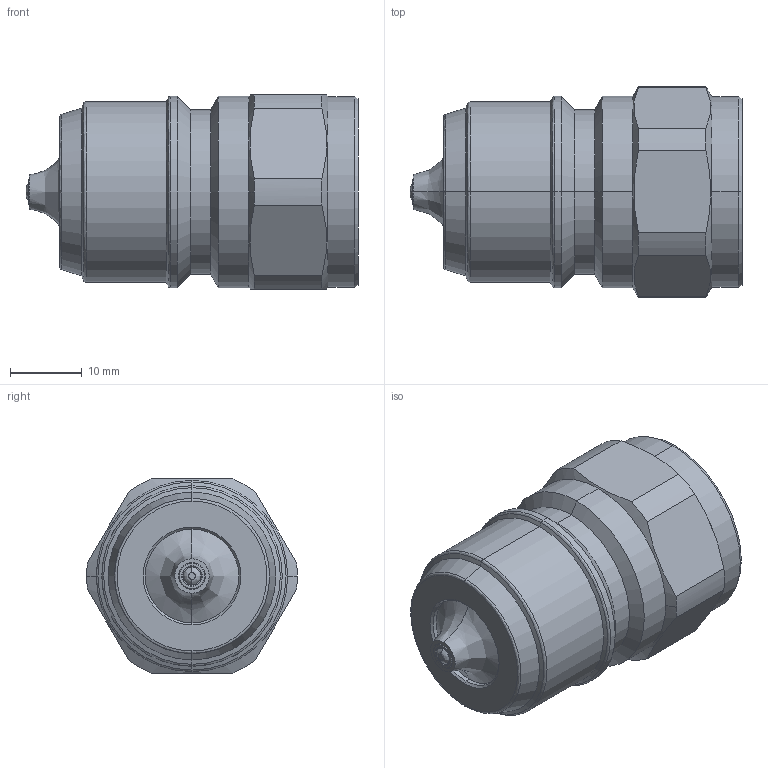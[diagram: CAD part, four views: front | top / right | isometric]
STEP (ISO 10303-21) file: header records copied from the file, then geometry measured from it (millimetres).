
FILE_DESCRIPTION (( 'STEP AP214' ), '1' );
FILE_NAME ('5021 RFV.STEP', '2015-09-03T14:25:29', ( 'admin' ), ( 'Microsoft' ), 'SwSTEP 2.0', 'SolidWorks 2009', '' );
FILE_SCHEMA (( 'AUTOMOTIVE_DESIGN' ));
Length unit declared in the file: millimetre
Products named in the file (1): 5021 RFV
Bounding box: 46.19 x 29.3 x 27 mm (x, y, z)
Volume: 17271.9 mm3; surface area: 5646.4 mm2
Topology: 1 solids, 1 shells, 69 faces, 152 edges, 90 vertices
Faces by surface type: cone 24, cylinder 22, plane 13, bspline 10
Entity records: 2248 total; most frequent: CARTESIAN_POINT 600, DIRECTION 336, ORIENTED_EDGE 304, EDGE_CURVE 152, AXIS2_PLACEMENT_3D 142, VERTEX_POINT 90, CIRCLE 82, EDGE_LOOP 74
